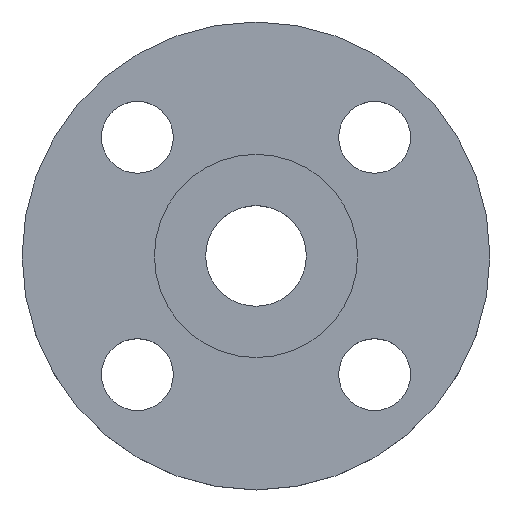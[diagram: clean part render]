
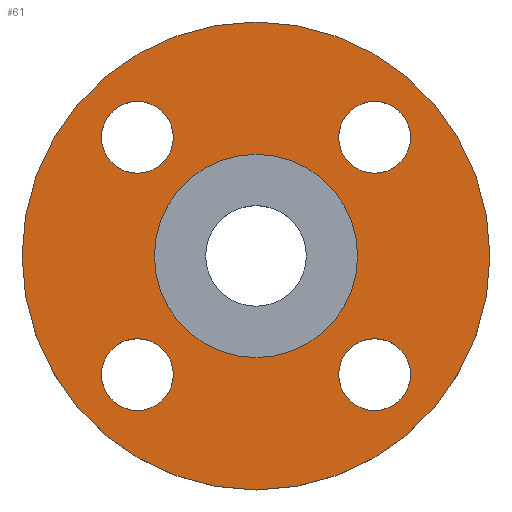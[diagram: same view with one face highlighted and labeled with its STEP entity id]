
A CAD part, top view. The second image highlights one B-rep face of the part: STEP entity #61.
In plain terms, the highlighted planar face has unit normal (0, 0, 1).
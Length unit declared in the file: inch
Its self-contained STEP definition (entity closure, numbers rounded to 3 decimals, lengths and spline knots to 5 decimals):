
#2 = DIRECTION ( 'NONE',  ( 1., 0., 0. ) ) ;
#4 = CARTESIAN_POINT ( 'NONE',  ( -1.61244, -1.23744, -0.0625 ) ) ;
#8 = ORIENTED_EDGE ( 'NONE', *, *, #557, .T. ) ;
#9 = DIRECTION ( 'NONE',  ( 1., 0., 0. ) ) ;
#14 = DIRECTION ( 'NONE',  ( 0., 0., 1. ) ) ;
#20 = ORIENTED_EDGE ( 'NONE', *, *, #203, .F. ) ;
#27 = CARTESIAN_POINT ( 'NONE',  ( 0., 0., -0.0625 ) ) ;
#36 = DIRECTION ( 'NONE',  ( 1., 0., 0. ) ) ;
#54 = DIRECTION ( 'NONE',  ( 0., 0., 1. ) ) ;
#59 = CARTESIAN_POINT ( 'NONE',  ( 1.23744, -1.23744, -0.0625 ) ) ;
#61 = ADVANCED_FACE ( 'NONE', ( #300, #183, #420, #612, #233, #714 ), #659, .T. ) ;
#72 = VERTEX_POINT ( 'NONE', #230 ) ;
#88 = DIRECTION ( 'NONE',  ( 0., 0., 1. ) ) ;
#92 = CIRCLE ( 'NONE', #492, 2.44 ) ;
#105 = CIRCLE ( 'NONE', #422, 0.375 ) ;
#109 = DIRECTION ( 'NONE',  ( 0., 0., -1. ) ) ;
#113 = DIRECTION ( 'NONE',  ( 0., -1., 0. ) ) ;
#116 = DIRECTION ( 'NONE',  ( 0., 0., -1. ) ) ;
#119 = VERTEX_POINT ( 'NONE', #425 ) ;
#124 = ORIENTED_EDGE ( 'NONE', *, *, #732, .F. ) ;
#136 = AXIS2_PLACEMENT_3D ( 'NONE', #592, #645, #764 ) ;
#137 = CARTESIAN_POINT ( 'NONE',  ( 1.23744, -1.61244, -0.0625 ) ) ;
#138 = EDGE_CURVE ( 'NONE', #210, #72, #773, .T. ) ;
#142 = DIRECTION ( 'NONE',  ( 0., 0., 1. ) ) ;
#144 = EDGE_CURVE ( 'NONE', #119, #621, #737, .T. ) ;
#155 = CIRCLE ( 'NONE', #347, 0.375 ) ;
#158 = EDGE_CURVE ( 'NONE', #227, #505, #155, .T. ) ;
#161 = VERTEX_POINT ( 'NONE', #333 ) ;
#162 = AXIS2_PLACEMENT_3D ( 'NONE', #176, #116, #9 ) ;
#164 = VERTEX_POINT ( 'NONE', #517 ) ;
#176 = CARTESIAN_POINT ( 'NONE',  ( 0., 0., -0.0625 ) ) ;
#178 = AXIS2_PLACEMENT_3D ( 'NONE', #674, #772, #2 ) ;
#183 = FACE_BOUND ( 'NONE', #444, .T. ) ;
#187 = AXIS2_PLACEMENT_3D ( 'NONE', #27, #14, #500 ) ;
#188 = CARTESIAN_POINT ( 'NONE',  ( 1.23744, 1.23744, -0.0625 ) ) ;
#194 = DIRECTION ( 'NONE',  ( 0., 0., 1. ) ) ;
#196 = DIRECTION ( 'NONE',  ( 0., 0., 1. ) ) ;
#202 = DIRECTION ( 'NONE',  ( 0., 0., 1. ) ) ;
#203 = EDGE_CURVE ( 'NONE', #621, #119, #587, .T. ) ;
#210 = VERTEX_POINT ( 'NONE', #566 ) ;
#211 = AXIS2_PLACEMENT_3D ( 'NONE', #59, #194, #113 ) ;
#222 = VERTEX_POINT ( 'NONE', #691 ) ;
#227 = VERTEX_POINT ( 'NONE', #441 ) ;
#230 = CARTESIAN_POINT ( 'NONE',  ( -1.23744, 0.86244, -0.0625 ) ) ;
#233 = FACE_BOUND ( 'NONE', #558, .T. ) ;
#236 = CIRCLE ( 'NONE', #162, 1.06 ) ;
#239 = ORIENTED_EDGE ( 'NONE', *, *, #382, .T. ) ;
#242 = AXIS2_PLACEMENT_3D ( 'NONE', #188, #439, #541 ) ;
#273 = DIRECTION ( 'NONE',  ( -1., 0., 0. ) ) ;
#276 = ORIENTED_EDGE ( 'NONE', *, *, #590, .F. ) ;
#282 = CARTESIAN_POINT ( 'NONE',  ( -1.06, 0., -0.0625 ) ) ;
#300 = FACE_BOUND ( 'NONE', #710, .T. ) ;
#331 = DIRECTION ( 'NONE',  ( 0., 0., 1. ) ) ;
#333 = CARTESIAN_POINT ( 'NONE',  ( 1.23744, -0.86244, -0.0625 ) ) ;
#335 = CARTESIAN_POINT ( 'NONE',  ( 0., 0., -0.0625 ) ) ;
#347 = AXIS2_PLACEMENT_3D ( 'NONE', #781, #88, #273 ) ;
#382 = EDGE_CURVE ( 'NONE', #164, #434, #626, .T. ) ;
#386 = CARTESIAN_POINT ( 'NONE',  ( -1.23744, -1.23744, -0.0625 ) ) ;
#387 = AXIS2_PLACEMENT_3D ( 'NONE', #617, #142, #685 ) ;
#405 = CARTESIAN_POINT ( 'NONE',  ( -2.44, 0., -0.0625 ) ) ;
#411 = EDGE_CURVE ( 'NONE', #72, #210, #414, .T. ) ;
#414 = CIRCLE ( 'NONE', #136, 0.375 ) ;
#419 = CARTESIAN_POINT ( 'NONE',  ( 0., 0., -0.0625 ) ) ;
#420 = FACE_BOUND ( 'NONE', #630, .T. ) ;
#422 = AXIS2_PLACEMENT_3D ( 'NONE', #386, #202, #516 ) ;
#425 = CARTESIAN_POINT ( 'NONE',  ( 1.61244, 1.23744, -0.0625 ) ) ;
#426 = ORIENTED_EDGE ( 'NONE', *, *, #683, .F. ) ;
#434 = VERTEX_POINT ( 'NONE', #282 ) ;
#439 = DIRECTION ( 'NONE',  ( 0., 0., 1. ) ) ;
#441 = CARTESIAN_POINT ( 'NONE',  ( -0.86244, -1.23744, -0.0625 ) ) ;
#444 = EDGE_LOOP ( 'NONE', ( #124, #515 ) ) ;
#449 = DIRECTION ( 'NONE',  ( 1., 0., 0. ) ) ;
#459 = DIRECTION ( 'NONE',  ( 0., -1., 0. ) ) ;
#463 = ORIENTED_EDGE ( 'NONE', *, *, #411, .F. ) ;
#490 = DIRECTION ( 'NONE',  ( 0., 1., 0. ) ) ;
#492 = AXIS2_PLACEMENT_3D ( 'NONE', #335, #196, #449 ) ;
#500 = DIRECTION ( 'NONE',  ( 1., 0., 0. ) ) ;
#505 = VERTEX_POINT ( 'NONE', #4 ) ;
#515 = ORIENTED_EDGE ( 'NONE', *, *, #158, .F. ) ;
#516 = DIRECTION ( 'NONE',  ( -1., 0., 0. ) ) ;
#517 = CARTESIAN_POINT ( 'NONE',  ( 1.06, 0., -0.0625 ) ) ;
#541 = DIRECTION ( 'NONE',  ( 1., 0., 0. ) ) ;
#547 = CARTESIAN_POINT ( 'NONE',  ( 0.86244, 1.23744, -0.0625 ) ) ;
#557 = EDGE_CURVE ( 'NONE', #434, #164, #236, .T. ) ;
#558 = EDGE_LOOP ( 'NONE', ( #239, #8 ) ) ;
#566 = CARTESIAN_POINT ( 'NONE',  ( -1.23744, 1.61244, -0.0625 ) ) ;
#582 = ORIENTED_EDGE ( 'NONE', *, *, #144, .F. ) ;
#585 = ORIENTED_EDGE ( 'NONE', *, *, #673, .T. ) ;
#587 = CIRCLE ( 'NONE', #387, 0.375 ) ;
#590 = EDGE_CURVE ( 'NONE', #161, #715, #779, .T. ) ;
#592 = CARTESIAN_POINT ( 'NONE',  ( -1.23744, 1.23744, -0.0625 ) ) ;
#604 = CARTESIAN_POINT ( 'NONE',  ( -1.23744, 1.23744, -0.0625 ) ) ;
#605 = EDGE_LOOP ( 'NONE', ( #582, #20 ) ) ;
#612 = FACE_BOUND ( 'NONE', #605, .T. ) ;
#617 = CARTESIAN_POINT ( 'NONE',  ( 1.23744, 1.23744, -0.0625 ) ) ;
#621 = VERTEX_POINT ( 'NONE', #547 ) ;
#625 = CARTESIAN_POINT ( 'NONE',  ( 1.23744, -1.23744, -0.0625 ) ) ;
#626 = CIRCLE ( 'NONE', #722, 1.06 ) ;
#630 = EDGE_LOOP ( 'NONE', ( #643, #463 ) ) ;
#634 = EDGE_LOOP ( 'NONE', ( #585, #748 ) ) ;
#639 = EDGE_CURVE ( 'NONE', #777, #222, #658, .T. ) ;
#643 = ORIENTED_EDGE ( 'NONE', *, *, #138, .F. ) ;
#645 = DIRECTION ( 'NONE',  ( 0., 0., 1. ) ) ;
#658 = CIRCLE ( 'NONE', #187, 2.44 ) ;
#659 = PLANE ( 'NONE',  #178 ) ;
#673 = EDGE_CURVE ( 'NONE', #222, #777, #92, .T. ) ;
#674 = CARTESIAN_POINT ( 'NONE',  ( 0., 0., -0.0625 ) ) ;
#683 = EDGE_CURVE ( 'NONE', #715, #161, #742, .T. ) ;
#685 = DIRECTION ( 'NONE',  ( 1., 0., 0. ) ) ;
#691 = CARTESIAN_POINT ( 'NONE',  ( 2.44, 0., -0.0625 ) ) ;
#705 = AXIS2_PLACEMENT_3D ( 'NONE', #625, #331, #459 ) ;
#710 = EDGE_LOOP ( 'NONE', ( #426, #276 ) ) ;
#714 = FACE_OUTER_BOUND ( 'NONE', #634, .T. ) ;
#715 = VERTEX_POINT ( 'NONE', #137 ) ;
#722 = AXIS2_PLACEMENT_3D ( 'NONE', #419, #109, #36 ) ;
#732 = EDGE_CURVE ( 'NONE', #505, #227, #105, .T. ) ;
#736 = AXIS2_PLACEMENT_3D ( 'NONE', #604, #54, #490 ) ;
#737 = CIRCLE ( 'NONE', #242, 0.375 ) ;
#742 = CIRCLE ( 'NONE', #705, 0.375 ) ;
#748 = ORIENTED_EDGE ( 'NONE', *, *, #639, .T. ) ;
#764 = DIRECTION ( 'NONE',  ( 0., 1., 0. ) ) ;
#772 = DIRECTION ( 'NONE',  ( 0., 0., 1. ) ) ;
#773 = CIRCLE ( 'NONE', #736, 0.375 ) ;
#777 = VERTEX_POINT ( 'NONE', #405 ) ;
#779 = CIRCLE ( 'NONE', #211, 0.375 ) ;
#781 = CARTESIAN_POINT ( 'NONE',  ( -1.23744, -1.23744, -0.0625 ) ) ;
